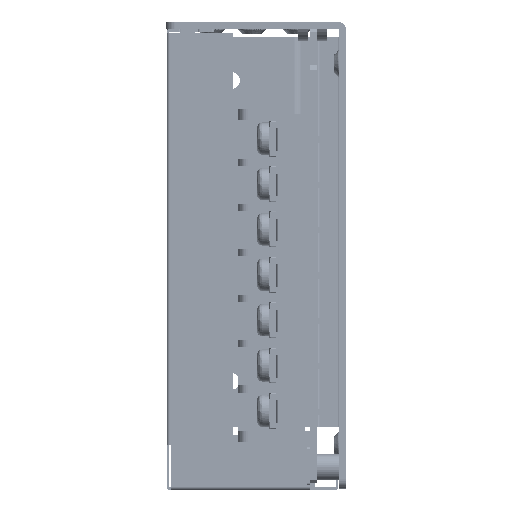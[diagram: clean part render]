
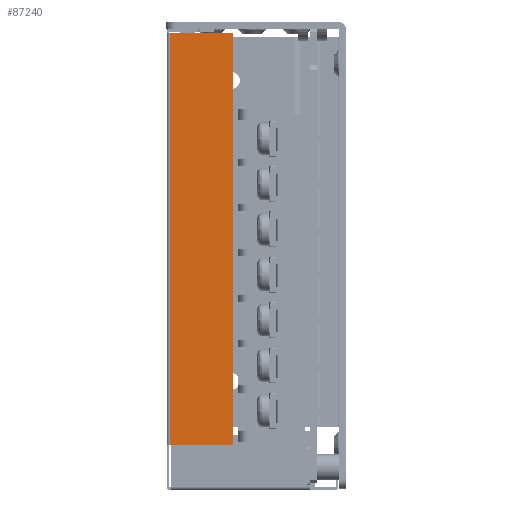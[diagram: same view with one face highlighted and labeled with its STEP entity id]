
A CAD part, left-side view. The second image highlights one B-rep face of the part: STEP entity #87240.
In plain terms, the highlighted face is planar.
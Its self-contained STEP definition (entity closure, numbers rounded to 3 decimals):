
#2821 = LINE ( 'NONE', #12984, #102999 ) ;
#3602 = EDGE_CURVE ( 'NONE', #84039, #63254, #78655, .T. ) ;
#4119 = EDGE_LOOP ( 'NONE', ( #18070, #68735, #83393, #53040, #111074 ) ) ;
#6878 = CARTESIAN_POINT ( 'NONE',  ( 184., -0.7, -9.5 ) ) ;
#8067 = CARTESIAN_POINT ( 'NONE',  ( 184., -13.5, -95.3 ) ) ;
#10079 = DIRECTION ( 'NONE',  ( 0., -1., 0. ) ) ;
#11884 = DIRECTION ( 'NONE',  ( 0., 1., 0. ) ) ;
#12984 = CARTESIAN_POINT ( 'NONE',  ( 184., -0.7, -9.5 ) ) ;
#14827 = LINE ( 'NONE', #24513, #103708 ) ;
#15509 = CARTESIAN_POINT ( 'NONE',  ( 184., -0.7, -95.8 ) ) ;
#18070 = ORIENTED_EDGE ( 'NONE', *, *, #29557, .F. ) ;
#20395 = EDGE_CURVE ( 'NONE', #41489, #109136, #14827, .T. ) ;
#23602 = CARTESIAN_POINT ( 'NONE',  ( 184., -14., -95.3 ) ) ;
#24513 = CARTESIAN_POINT ( 'NONE',  ( 184., -0.7, -95.8 ) ) ;
#29557 = EDGE_CURVE ( 'NONE', #109136, #84039, #69623, .T. ) ;
#33331 = CARTESIAN_POINT ( 'NONE',  ( 184., -13.5, -95.8 ) ) ;
#33940 = DIRECTION ( 'NONE',  ( 0., 0., 1. ) ) ;
#35228 = CARTESIAN_POINT ( 'NONE',  ( 184., -14., -95.8 ) ) ;
#41489 = VERTEX_POINT ( 'NONE', #6878 ) ;
#42412 = PLANE ( 'NONE',  #87413 ) ;
#42661 = DIRECTION ( 'NONE',  ( -1., 0., 0. ) ) ;
#44270 = LINE ( 'NONE', #35228, #86907 ) ;
#45278 = EDGE_CURVE ( 'NONE', #48166, #41489, #2821, .T. ) ;
#46560 = VECTOR ( 'NONE', #10079, 1000. ) ;
#48166 = VERTEX_POINT ( 'NONE', #64782 ) ;
#53040 = ORIENTED_EDGE ( 'NONE', *, *, #60177, .F. ) ;
#58738 = AXIS2_PLACEMENT_3D ( 'NONE', #8067, #42661, #85142 ) ;
#59434 = FACE_OUTER_BOUND ( 'NONE', #4119, .T. ) ;
#60177 = EDGE_CURVE ( 'NONE', #63254, #48166, #44270, .T. ) ;
#63254 = VERTEX_POINT ( 'NONE', #23602 ) ;
#64782 = CARTESIAN_POINT ( 'NONE',  ( 184., -14., -9.5 ) ) ;
#68735 = ORIENTED_EDGE ( 'NONE', *, *, #20395, .F. ) ;
#69623 = LINE ( 'NONE', #78694, #46560 ) ;
#76996 = DIRECTION ( 'NONE',  ( -1., 0., 0. ) ) ;
#78655 = CIRCLE ( 'NONE', #58738, 0.5 ) ;
#78694 = CARTESIAN_POINT ( 'NONE',  ( 184., -0.7, -95.8 ) ) ;
#83393 = ORIENTED_EDGE ( 'NONE', *, *, #45278, .F. ) ;
#84039 = VERTEX_POINT ( 'NONE', #33331 ) ;
#85142 = DIRECTION ( 'NONE',  ( 0., 0., -1. ) ) ;
#86907 = VECTOR ( 'NONE', #96427, 1000. ) ;
#87240 = ADVANCED_FACE ( 'NONE', ( #59434 ), #42412, .F. ) ;
#87413 = AXIS2_PLACEMENT_3D ( 'NONE', #93999, #76996, #33940 ) ;
#93999 = CARTESIAN_POINT ( 'NONE',  ( 184., -0.7, -95.8 ) ) ;
#94183 = DIRECTION ( 'NONE',  ( 0., 0., -1. ) ) ;
#96427 = DIRECTION ( 'NONE',  ( 0., 0., 1. ) ) ;
#102999 = VECTOR ( 'NONE', #11884, 1000. ) ;
#103708 = VECTOR ( 'NONE', #94183, 1000. ) ;
#109136 = VERTEX_POINT ( 'NONE', #15509 ) ;
#111074 = ORIENTED_EDGE ( 'NONE', *, *, #3602, .F. ) ;
